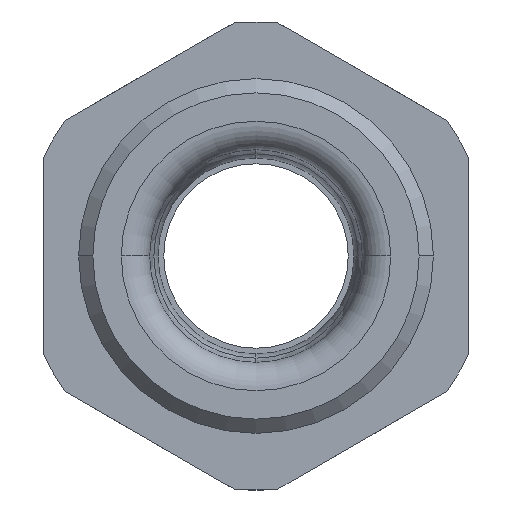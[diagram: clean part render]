
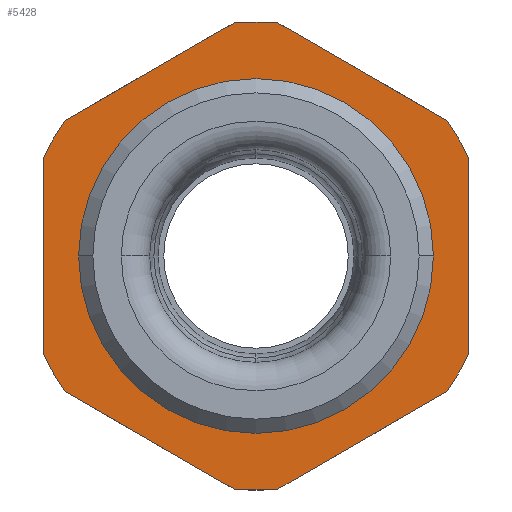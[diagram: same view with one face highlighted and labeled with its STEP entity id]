
A CAD part, front view. The second image highlights one B-rep face of the part: STEP entity #5428.
In plain terms, the highlighted planar face has unit normal (0, -1, 0).
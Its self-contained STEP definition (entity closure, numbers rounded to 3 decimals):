
#131 = FACE_OUTER_BOUND ( 'NONE', #10487, .T. ) ;
#145 = ORIENTED_EDGE ( 'NONE', *, *, #6948, .F. ) ;
#396 = AXIS2_PLACEMENT_3D ( 'NONE', #6440, #15385, #7751 ) ;
#405 = CIRCLE ( 'NONE', #13890, 5.65 ) ;
#407 = VERTEX_POINT ( 'NONE', #13058 ) ;
#411 = ORIENTED_EDGE ( 'NONE', *, *, #2927, .F. ) ;
#488 = DIRECTION ( 'NONE',  ( 0.866, 0., 0.5 ) ) ;
#889 = DIRECTION ( 'NONE',  ( -0.866, 0., 0.5 ) ) ;
#1071 = CARTESIAN_POINT ( 'NONE',  ( 0., -6.65, 0. ) ) ;
#1144 = DIRECTION ( 'NONE',  ( 0., -1., 0. ) ) ;
#1181 = VERTEX_POINT ( 'NONE', #2263 ) ;
#1256 = DIRECTION ( 'NONE',  ( -1., 0., 0. ) ) ;
#1296 = AXIS2_PLACEMENT_3D ( 'NONE', #1071, #10051, #2371 ) ;
#1350 = CARTESIAN_POINT ( 'NONE',  ( 7.5, -6.65, 0. ) ) ;
#1471 = ORIENTED_EDGE ( 'NONE', *, *, #11176, .F. ) ;
#1517 = VERTEX_POINT ( 'NONE', #16151 ) ;
#1671 = DIRECTION ( 'NONE',  ( 0., 0., -1. ) ) ;
#1739 = ORIENTED_EDGE ( 'NONE', *, *, #5508, .F. ) ;
#1949 = EDGE_CURVE ( 'NONE', #1181, #407, #2116, .T. ) ;
#2046 = CARTESIAN_POINT ( 'NONE',  ( 0., -6.65, 0. ) ) ;
#2116 = LINE ( 'NONE', #1350, #5512 ) ;
#2231 = VERTEX_POINT ( 'NONE', #16428 ) ;
#2263 = CARTESIAN_POINT ( 'NONE',  ( 7.5, -6.65, 3.437 ) ) ;
#2371 = DIRECTION ( 'NONE',  ( -1., 0., 0. ) ) ;
#2484 = CIRCLE ( 'NONE', #16093, 8.25 ) ;
#2520 = VERTEX_POINT ( 'NONE', #5573 ) ;
#2781 = CIRCLE ( 'NONE', #396, 8.25 ) ;
#2927 = EDGE_CURVE ( 'NONE', #9413, #1181, #4502, .T. ) ;
#2990 = DIRECTION ( 'NONE',  ( 0., -1., 0. ) ) ;
#3315 = CIRCLE ( 'NONE', #9681, 8.25 ) ;
#3330 = DIRECTION ( 'NONE',  ( -1., 0., 0. ) ) ;
#3534 = FACE_BOUND ( 'NONE', #6610, .T. ) ;
#3712 = DIRECTION ( 'NONE',  ( 0., 1., 0. ) ) ;
#3896 = VECTOR ( 'NONE', #889, 1000. ) ;
#4502 = CIRCLE ( 'NONE', #16458, 8.25 ) ;
#4753 = DIRECTION ( 'NONE',  ( 0., -1., 0. ) ) ;
#5333 = VECTOR ( 'NONE', #14009, 1000. ) ;
#5347 = VERTEX_POINT ( 'NONE', #5746 ) ;
#5428 = ADVANCED_FACE ( 'NONE', ( #131, #3534 ), #16469, .T. ) ;
#5508 = EDGE_CURVE ( 'NONE', #7133, #7233, #12537, .T. ) ;
#5512 = VECTOR ( 'NONE', #1671, 1000. ) ;
#5545 = EDGE_CURVE ( 'NONE', #8203, #5347, #15523, .T. ) ;
#5573 = CARTESIAN_POINT ( 'NONE',  ( -0.774, -6.65, -8.214 ) ) ;
#5586 = CARTESIAN_POINT ( 'NONE',  ( -3.75, -6.65, 6.495 ) ) ;
#5746 = CARTESIAN_POINT ( 'NONE',  ( 0.774, -6.65, -8.214 ) ) ;
#5882 = VECTOR ( 'NONE', #16236, 1000. ) ;
#6029 = CARTESIAN_POINT ( 'NONE',  ( -7.5, -6.65, 0. ) ) ;
#6283 = EDGE_CURVE ( 'NONE', #5347, #2520, #3315, .T. ) ;
#6440 = CARTESIAN_POINT ( 'NONE',  ( 0., -6.65, 0. ) ) ;
#6610 = EDGE_LOOP ( 'NONE', ( #11922, #15575 ) ) ;
#6698 = CARTESIAN_POINT ( 'NONE',  ( 6.726, -6.65, -4.777 ) ) ;
#6948 = EDGE_CURVE ( 'NONE', #8566, #10801, #11712, .T. ) ;
#7133 = VERTEX_POINT ( 'NONE', #13937 ) ;
#7233 = VERTEX_POINT ( 'NONE', #14046 ) ;
#7338 = LINE ( 'NONE', #8581, #3896 ) ;
#7382 = CARTESIAN_POINT ( 'NONE',  ( 0., -6.65, 0. ) ) ;
#7539 = CIRCLE ( 'NONE', #12671, 5.65 ) ;
#7717 = CARTESIAN_POINT ( 'NONE',  ( 3.75, -6.65, -6.495 ) ) ;
#7733 = EDGE_CURVE ( 'NONE', #2520, #7133, #7338, .T. ) ;
#7751 = DIRECTION ( 'NONE',  ( -1., 0., 0. ) ) ;
#8203 = VERTEX_POINT ( 'NONE', #6698 ) ;
#8318 = EDGE_CURVE ( 'NONE', #2231, #14328, #7539, .T. ) ;
#8445 = EDGE_CURVE ( 'NONE', #10801, #9413, #16092, .T. ) ;
#8566 = VERTEX_POINT ( 'NONE', #9388 ) ;
#8581 = CARTESIAN_POINT ( 'NONE',  ( -3.75, -6.65, -6.495 ) ) ;
#8646 = EDGE_CURVE ( 'NONE', #407, #8203, #2484, .T. ) ;
#8652 = DIRECTION ( 'NONE',  ( -1., 0., 0. ) ) ;
#8938 = DIRECTION ( 'NONE',  ( 0., 1., 0. ) ) ;
#9270 = LINE ( 'NONE', #6029, #5882 ) ;
#9388 = CARTESIAN_POINT ( 'NONE',  ( -0.774, -6.65, 8.214 ) ) ;
#9413 = VERTEX_POINT ( 'NONE', #12939 ) ;
#9476 = VECTOR ( 'NONE', #488, 1000. ) ;
#9506 = ORIENTED_EDGE ( 'NONE', *, *, #8646, .F. ) ;
#9603 = ORIENTED_EDGE ( 'NONE', *, *, #6283, .F. ) ;
#9681 = AXIS2_PLACEMENT_3D ( 'NONE', #7382, #16281, #8652 ) ;
#9749 = AXIS2_PLACEMENT_3D ( 'NONE', #16574, #8938, #1256 ) ;
#10051 = DIRECTION ( 'NONE',  ( 0., 1., 0. ) ) ;
#10112 = DIRECTION ( 'NONE',  ( 1., 0., 0. ) ) ;
#10202 = ORIENTED_EDGE ( 'NONE', *, *, #8445, .F. ) ;
#10343 = CARTESIAN_POINT ( 'NONE',  ( -5.65, -6.65, 0. ) ) ;
#10374 = EDGE_CURVE ( 'NONE', #13024, #8566, #12870, .T. ) ;
#10487 = EDGE_LOOP ( 'NONE', ( #9603, #16210, #9506, #13113, #411, #10202, #145, #12650, #13856, #1471, #1739, #13184 ) ) ;
#10660 = CARTESIAN_POINT ( 'NONE',  ( 0., -6.65, 0. ) ) ;
#10801 = VERTEX_POINT ( 'NONE', #15091 ) ;
#11011 = DIRECTION ( 'NONE',  ( 0., 1., 0. ) ) ;
#11176 = EDGE_CURVE ( 'NONE', #7233, #1517, #9270, .T. ) ;
#11386 = CARTESIAN_POINT ( 'NONE',  ( 0., -6.65, 0. ) ) ;
#11712 = CIRCLE ( 'NONE', #1296, 8.25 ) ;
#11922 = ORIENTED_EDGE ( 'NONE', *, *, #14280, .F. ) ;
#11956 = DIRECTION ( 'NONE',  ( 1., 0., 0. ) ) ;
#12421 = CARTESIAN_POINT ( 'NONE',  ( 0., -6.65, 0. ) ) ;
#12537 = CIRCLE ( 'NONE', #9749, 8.25 ) ;
#12650 = ORIENTED_EDGE ( 'NONE', *, *, #10374, .F. ) ;
#12660 = DIRECTION ( 'NONE',  ( -1., 0., 0. ) ) ;
#12671 = AXIS2_PLACEMENT_3D ( 'NONE', #10660, #2990, #11956 ) ;
#12695 = VECTOR ( 'NONE', #13268, 1000. ) ;
#12870 = LINE ( 'NONE', #5586, #9476 ) ;
#12939 = CARTESIAN_POINT ( 'NONE',  ( 6.726, -6.65, 4.777 ) ) ;
#13024 = VERTEX_POINT ( 'NONE', #15757 ) ;
#13058 = CARTESIAN_POINT ( 'NONE',  ( 7.5, -6.65, -3.437 ) ) ;
#13113 = ORIENTED_EDGE ( 'NONE', *, *, #1949, .F. ) ;
#13140 = AXIS2_PLACEMENT_3D ( 'NONE', #15195, #1144, #10112 ) ;
#13184 = ORIENTED_EDGE ( 'NONE', *, *, #7733, .F. ) ;
#13268 = DIRECTION ( 'NONE',  ( 0.866, 0., -0.5 ) ) ;
#13683 = DIRECTION ( 'NONE',  ( 1., 0., 0. ) ) ;
#13856 = ORIENTED_EDGE ( 'NONE', *, *, #14955, .F. ) ;
#13890 = AXIS2_PLACEMENT_3D ( 'NONE', #12421, #4753, #13683 ) ;
#13937 = CARTESIAN_POINT ( 'NONE',  ( -6.726, -6.65, -4.777 ) ) ;
#14009 = DIRECTION ( 'NONE',  ( -0.866, 0., -0.5 ) ) ;
#14046 = CARTESIAN_POINT ( 'NONE',  ( -7.5, -6.65, -3.437 ) ) ;
#14280 = EDGE_CURVE ( 'NONE', #14328, #2231, #405, .T. ) ;
#14328 = VERTEX_POINT ( 'NONE', #10343 ) ;
#14955 = EDGE_CURVE ( 'NONE', #1517, #13024, #2781, .T. ) ;
#15091 = CARTESIAN_POINT ( 'NONE',  ( 0.774, -6.65, 8.214 ) ) ;
#15195 = CARTESIAN_POINT ( 'NONE',  ( -8.25, -6.65, 0. ) ) ;
#15385 = DIRECTION ( 'NONE',  ( 0., 1., 0. ) ) ;
#15523 = LINE ( 'NONE', #7717, #5333 ) ;
#15575 = ORIENTED_EDGE ( 'NONE', *, *, #8318, .F. ) ;
#15757 = CARTESIAN_POINT ( 'NONE',  ( -6.726, -6.65, 4.777 ) ) ;
#15964 = CARTESIAN_POINT ( 'NONE',  ( 3.75, -6.65, 6.495 ) ) ;
#16092 = LINE ( 'NONE', #15964, #12695 ) ;
#16093 = AXIS2_PLACEMENT_3D ( 'NONE', #2046, #11011, #3330 ) ;
#16151 = CARTESIAN_POINT ( 'NONE',  ( -7.5, -6.65, 3.437 ) ) ;
#16210 = ORIENTED_EDGE ( 'NONE', *, *, #5545, .F. ) ;
#16236 = DIRECTION ( 'NONE',  ( 0., 0., 1. ) ) ;
#16281 = DIRECTION ( 'NONE',  ( 0., 1., 0. ) ) ;
#16428 = CARTESIAN_POINT ( 'NONE',  ( 5.65, -6.65, 0. ) ) ;
#16458 = AXIS2_PLACEMENT_3D ( 'NONE', #11386, #3712, #12660 ) ;
#16469 = PLANE ( 'NONE',  #13140 ) ;
#16574 = CARTESIAN_POINT ( 'NONE',  ( 0., -6.65, 0. ) ) ;
